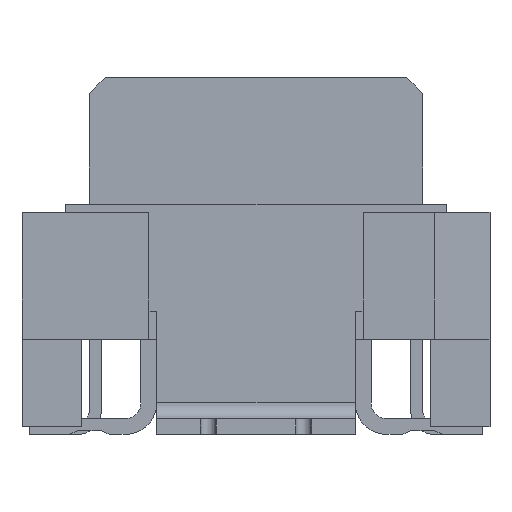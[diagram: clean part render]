
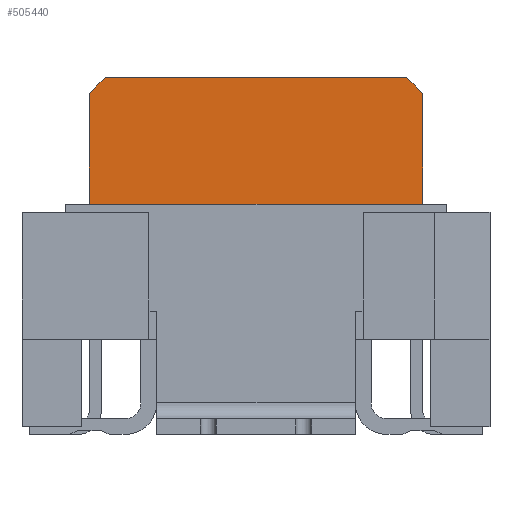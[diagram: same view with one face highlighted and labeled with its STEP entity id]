
A CAD part, front view. The second image highlights one B-rep face of the part: STEP entity #505440.
In plain terms, the highlighted planar face has unit normal (0, -1, 0).
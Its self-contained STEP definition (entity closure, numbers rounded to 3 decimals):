
#428240=CARTESIAN_POINT('',(0.741,-1.05,1.808));
#428250=VERTEX_POINT('',#428240);
#428280=CARTESIAN_POINT('',(0.741,-1.05,0.));
#428290=DIRECTION('',(0.,0.,1.));
#428300=VECTOR('',#428290,1.);
#428310=LINE('',#428280,#428300);
#428320=CARTESIAN_POINT('',(0.741,-1.05,3.308));
#428330=VERTEX_POINT('',#428320);
#428340=EDGE_CURVE('',#428250,#428330,#428310,.T.);
#444980=CARTESIAN_POINT('',(0.,-1.05,3.508));
#444990=DIRECTION('',(-1.,0.,0.));
#445000=VECTOR('',#444990,1.);
#445010=LINE('',#444980,#445000);
#445020=CARTESIAN_POINT('',(0.541,-1.05,3.508));
#445030=VERTEX_POINT('',#445020);
#445040=CARTESIAN_POINT('',(-3.259,-1.05,3.508));
#445050=VERTEX_POINT('',#445040);
#445060=EDGE_CURVE('',#445030,#445050,#445010,.T.);
#494060=CARTESIAN_POINT('',(4.049,-1.05,0.));
#494070=DIRECTION('',(-0.707,0.,0.707));
#494080=VECTOR('',#494070,1.);
#494090=LINE('',#494060,#494080);
#494100=EDGE_CURVE('',#428330,#445030,#494090,.T.);
#494270=CARTESIAN_POINT('',(-6.767,-1.05,0.));
#494280=DIRECTION('',(-0.707,0.,-0.707));
#494290=VECTOR('',#494280,1.);
#494300=LINE('',#494270,#494290);
#494310=CARTESIAN_POINT('',(-3.459,-1.05,3.308));
#494320=VERTEX_POINT('',#494310);
#494330=EDGE_CURVE('',#445050,#494320,#494300,.T.);
#503470=CARTESIAN_POINT('',(-3.459,-1.05,1.808));
#503480=VERTEX_POINT('',#503470);
#503510=CARTESIAN_POINT('',(0.,-1.05,1.808));
#503520=DIRECTION('',(1.,0.,0.));
#503530=VECTOR('',#503520,1.);
#503540=LINE('',#503510,#503530);
#503550=EDGE_CURVE('',#503480,#428250,#503540,.T.);
#505260=CARTESIAN_POINT('',(0.741,-1.05,1.808));
#505270=DIRECTION('',(-0.,-1.,-0.));
#505280=DIRECTION('',(-1.,0.,0.));
#505290=AXIS2_PLACEMENT_3D('',#505260,#505270,#505280);
#505300=PLANE('',#505290);
#505310=CARTESIAN_POINT('',(-3.459,-1.05,0.));
#505320=DIRECTION('',(0.,0.,-1.));
#505330=VECTOR('',#505320,1.);
#505340=LINE('',#505310,#505330);
#505350=EDGE_CURVE('',#494320,#503480,#505340,.T.);
#505360=ORIENTED_EDGE('',*,*,#505350,.T.);
#505370=ORIENTED_EDGE('',*,*,#494330,.T.);
#505380=ORIENTED_EDGE('',*,*,#445060,.T.);
#505390=ORIENTED_EDGE('',*,*,#494100,.T.);
#505400=ORIENTED_EDGE('',*,*,#428340,.T.);
#505410=ORIENTED_EDGE('',*,*,#503550,.T.);
#505420=EDGE_LOOP('',(#505410,#505400,#505390,#505380,#505370,#505360));
#505430=FACE_OUTER_BOUND('',#505420,.T.);
#505440=ADVANCED_FACE('',(#505430),#505300,.T.);
